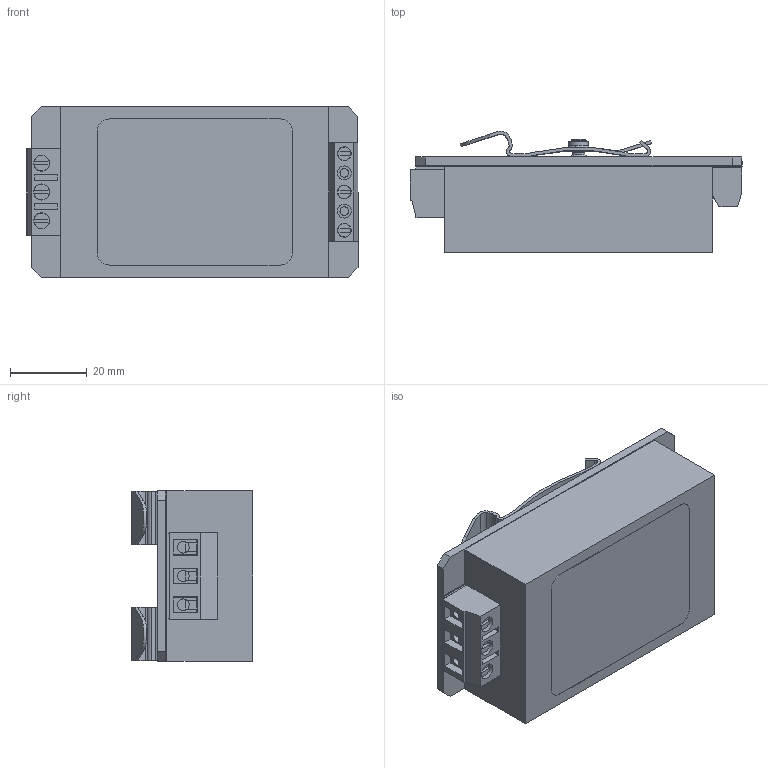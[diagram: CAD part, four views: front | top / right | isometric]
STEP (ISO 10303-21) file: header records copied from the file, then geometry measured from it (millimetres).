
FILE_DESCRIPTION (( 'STEP AP214' ), '1' );
FILE_NAME ('BP72010.STEP', '2022-04-20T18:58:31', ( '' ), ( '' ), 'SwSTEP 2.0', 'SolidWorks 2020', '' );
FILE_SCHEMA (( 'AUTOMOTIVE_DESIGN' ));
Length unit declared in the file: inch
Products named in the file (16): ED115_3DS; Round Spacer_#4 .25R,.688L; Tape_VHB_10W_TB; 860047931 Rev B_860047933; covers_860047018; 321213000 Rev D_web model; 860047460; Screw 4-40x_25 PHMS_90272A106; 700064205; screw 4 Fl Hd_#4 x .25; 850450250_850450250; 700055065_92010A216; Label_model_ser_050059035; BP72010; 321213000 assembly_web model BP4; 730045025
Assembly tree (20 placements, depth 3):
  BP72010
    860047931 Rev B_860047933
    321213000 assembly_web model BP4
      321213000 Rev D_web model
      Round Spacer_#4 .25R,.688L  x2
      Screw 4-40x_25 PHMS_90272A106  x2
    covers_860047018
    ED115_3DS
    730045025
    850450250_850450250
    Tape_VHB_10W_TB
    860047460
    screw 4 Fl Hd_#4 x .25  x2
    Label_model_ser_050059035
    700064205  x2
    700055065_92010A216  x2
Bounding box: 86.53 x 31.69 x 44.45 mm (x, y, z)
Volume: 29403.8 mm3; surface area: 53904.6 mm2
Topology: 25 solids, 25 shells, 1076 faces, 2881 edges, 1886 vertices
Faces by surface type: cylinder 520, plane 442, cone 88, bspline 14, torus 8, sphere 4
Entity records: 31357 total; most frequent: CARTESIAN_POINT 6983, DIRECTION 4371, ORIENTED_EDGE 4364, EDGE_CURVE 2182, AXIS2_PLACEMENT_3D 1588, VERTEX_POINT 1434, LINE 1195, VECTOR 1195
